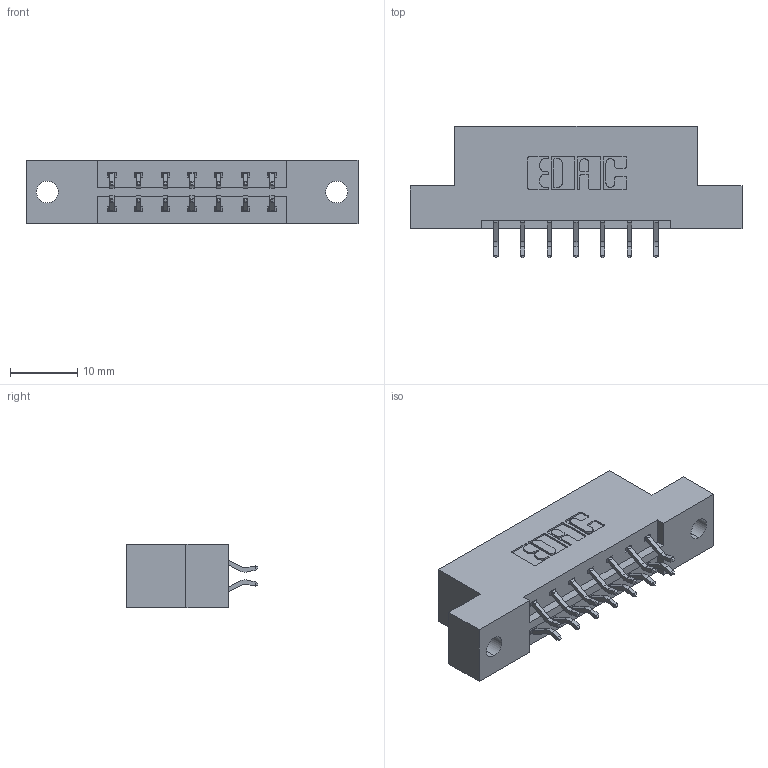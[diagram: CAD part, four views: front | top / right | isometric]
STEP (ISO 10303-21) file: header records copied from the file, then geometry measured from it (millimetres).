
FILE_DESCRIPTION (( 'STEP AP203' ), '1' );
FILE_NAME ('333-014-556-202.STEP', '2018-08-01T02:58:44', ( '' ), ( '' ), 'SwSTEP 2.0', 'SolidWorks 2016', '' );
FILE_SCHEMA (( 'CONFIG_CONTROL_DESIGN' ));
Length unit declared in the file: inch
Products named in the file (3): 333 Part_Flush - .128 Dia; 333-014-556-202; 345-292-001_556 Tail
Assembly tree (15 placements, depth 2):
  333-014-556-202
    333 Part_Flush - .128 Dia
    345-292-001_556 Tail  x14
Bounding box: 49.28 x 19.57 x 9.4 mm (x, y, z)
Volume: 4666.2 mm3; surface area: 4853.4 mm2
Topology: 15 solids, 15 shells, 926 faces, 2733 edges, 1802 vertices
Faces by surface type: plane 630, cylinder 296
Entity records: 9253 total; most frequent: CARTESIAN_POINT 1590, ORIENTED_EDGE 1514, DIRECTION 1409, EDGE_CURVE 757, VECTOR 621, LINE 621, VERTEX_POINT 502, AXIS2_PLACEMENT_3D 394
